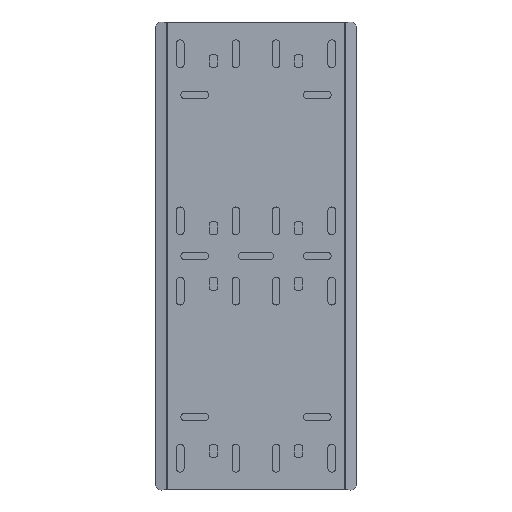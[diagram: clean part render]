
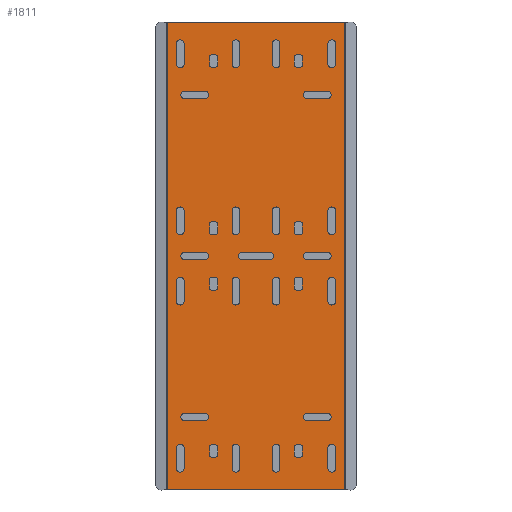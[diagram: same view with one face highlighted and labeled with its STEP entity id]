
A CAD part, top view. The second image highlights one B-rep face of the part: STEP entity #1811.
In plain terms, the highlighted planar face has unit normal (0, 0, 1).
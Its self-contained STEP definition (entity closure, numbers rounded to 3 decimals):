
#143=FACE_OUTER_BOUND('',#231,.T.);
#231=EDGE_LOOP('',(#1547,#1548,#1549,#1550));
#480=LINE('',#3143,#644);
#484=LINE('',#3155,#648);
#487=LINE('',#3161,#651);
#490=LINE('',#3168,#654);
#644=VECTOR('',#2491,1.);
#648=VECTOR('',#2505,1.);
#651=VECTOR('',#2510,1.);
#654=VECTOR('',#2517,1.);
#868=VERTEX_POINT('',#3137);
#869=VERTEX_POINT('',#3142);
#872=VERTEX_POINT('',#3154);
#873=VERTEX_POINT('',#3158);
#1156=EDGE_CURVE('',#868,#869,#480,.T.);
#1162=EDGE_CURVE('',#869,#872,#484,.F.);
#1165=EDGE_CURVE('',#868,#873,#487,.F.);
#1169=EDGE_CURVE('',#873,#872,#490,.T.);
#1547=ORIENTED_EDGE('',*,*,#1162,.F.);
#1548=ORIENTED_EDGE('',*,*,#1156,.F.);
#1549=ORIENTED_EDGE('',*,*,#1165,.T.);
#1550=ORIENTED_EDGE('',*,*,#1169,.T.);
#1723=PLANE('',#2102);
#1811=ADVANCED_FACE('',(#143),#1723,.T.);
#2102=AXIS2_PLACEMENT_3D('',#3211,#2568,#2569);
#2491=DIRECTION('',(0.,1.,0.));
#2505=DIRECTION('',(-1.,0.,0.));
#2510=DIRECTION('',(-1.,0.,0.));
#2517=DIRECTION('',(0.,1.,0.));
#2568=DIRECTION('center_axis',(0.,0.,1.));
#2569=DIRECTION('ref_axis',(1.,0.,0.));
#3137=CARTESIAN_POINT('',(-79.775,-210.,3.));
#3142=CARTESIAN_POINT('',(-79.775,210.,3.));
#3143=CARTESIAN_POINT('',(-79.775,0.,3.));
#3154=CARTESIAN_POINT('',(79.775,210.,3.));
#3155=CARTESIAN_POINT('',(0.,210.,3.));
#3158=CARTESIAN_POINT('',(79.775,-210.,3.));
#3161=CARTESIAN_POINT('',(0.,-210.,3.));
#3168=CARTESIAN_POINT('',(79.775,0.,3.));
#3211=CARTESIAN_POINT('Origin',(0.,0.,3.));
